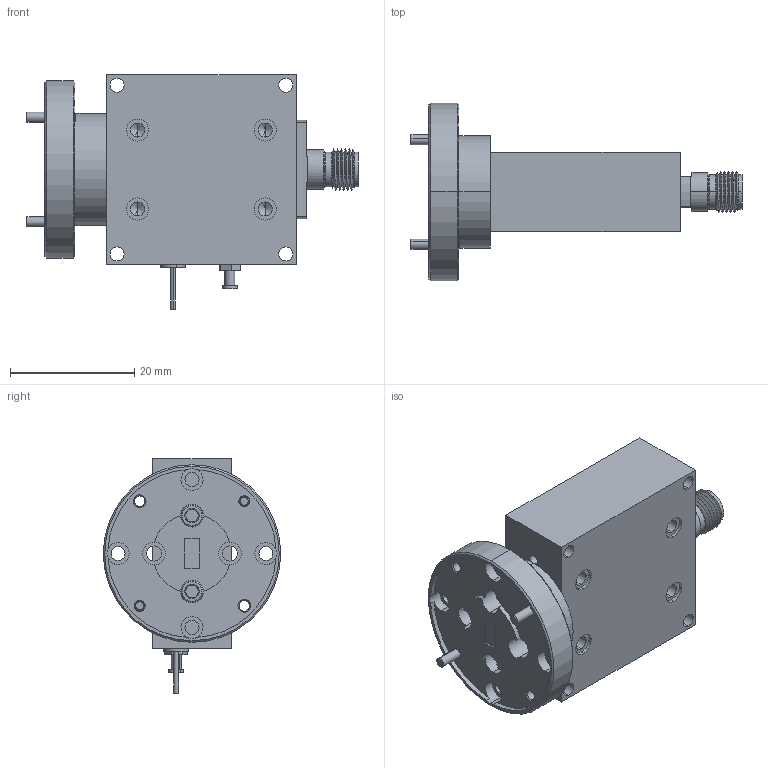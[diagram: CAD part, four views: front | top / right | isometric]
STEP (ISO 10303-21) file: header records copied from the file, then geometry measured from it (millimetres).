
FILE_DESCRIPTION (( 'STEP AP203' ), '1' );
FILE_NAME ('SBL-4036035060-19VF-E1.STEP', '2019-11-04T18:43:51', ( '' ), ( '' ), 'SwSTEP 2.0', 'SolidWorks 2016', '' );
FILE_SCHEMA (( 'CONFIG_CONTROL_DESIGN' ));
Length unit declared in the file: inch
Products named in the file (1): SBL-4036035060-19VF-E1
Bounding box: 53.44 x 28.57 x 37.72 mm (x, y, z)
Volume: 12598.5 mm3; surface area: 10444.6 mm2
Topology: 15 solids, 15 shells, 599 faces, 1482 edges, 908 vertices
Faces by surface type: cylinder 261, plane 186, cone 146, bspline 4, torus 2
Entity records: 18858 total; most frequent: CARTESIAN_POINT 4730, DIRECTION 3036, ORIENTED_EDGE 2836, EDGE_CURVE 1418, AXIS2_PLACEMENT_3D 1194, VERTEX_POINT 908, EDGE_LOOP 716, LINE 648
